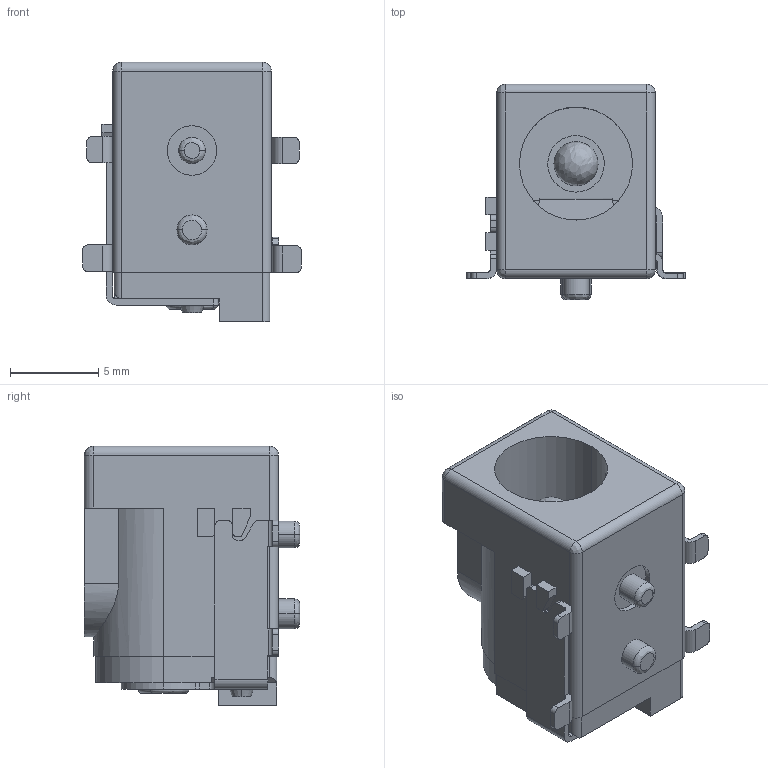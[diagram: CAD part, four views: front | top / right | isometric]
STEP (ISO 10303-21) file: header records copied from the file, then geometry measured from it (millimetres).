
FILE_DESCRIPTION(('FreeCAD Model'),'2;1');
FILE_NAME('Open CASCADE Shape Model','2023-06-05T13:41:08',(''),(''), 'Open CASCADE STEP processor 7.6','FreeCAD','Unknown');
FILE_SCHEMA(('AUTOMOTIVE_DESIGN { 1 0 10303 214 1 1 1 1 }'));
Length unit declared in the file: millimetre
Products named in the file (7): CONN_54_00165; 54-00165_insulator; 54-00165_insulator2; 54-00165_center pin; 54-00165_center terminal; 54-00165_spring terminal; 54-00165_switch terminal
Assembly tree (6 placements, depth 2):
  CONN_54_00165
    54-00165_insulator
    54-00165_insulator2
    54-00165_center pin
    54-00165_center terminal
    54-00165_spring terminal
    54-00165_switch terminal
Bounding box: 12.4 x 12.2 x 14.7 mm (x, y, z)
Volume: 807.6 mm3; surface area: 1850.9 mm2
Topology: 6 solids, 6 shells, 314 faces, 822 edges, 525 vertices
Faces by surface type: plane 168, cylinder 115, bspline 25, cone 6
Entity records: 10365 total; most frequent: CARTESIAN_POINT 2445, ORIENTED_EDGE 1628, DIRECTION 1614, EDGE_CURVE 814, LINE 542, VECTOR 542, AXIS2_PLACEMENT_3D 536, VERTEX_POINT 525
